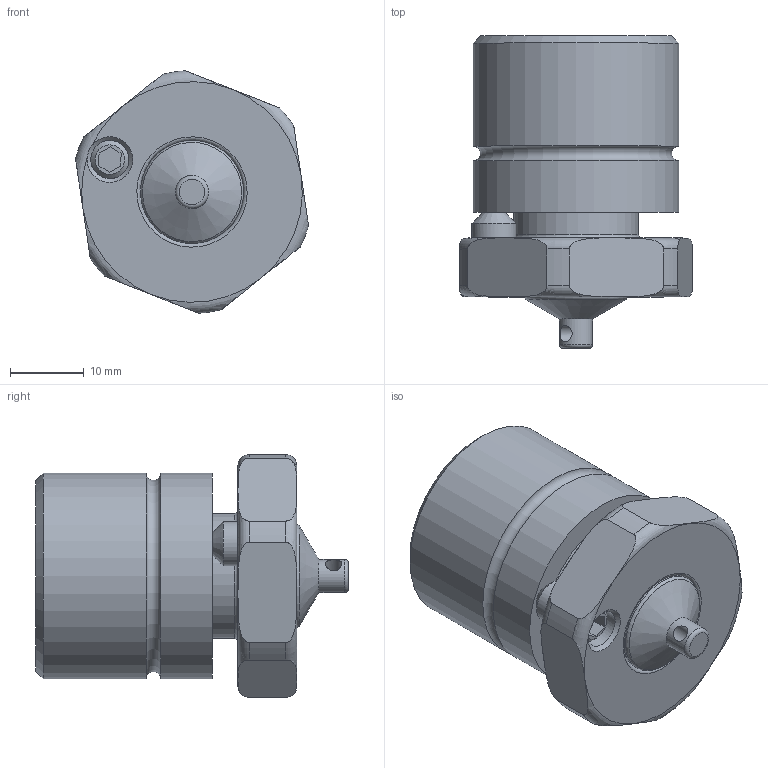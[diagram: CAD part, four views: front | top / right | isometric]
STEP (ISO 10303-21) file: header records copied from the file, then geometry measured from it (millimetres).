
FILE_DESCRIPTION(/* description */ (''),/* implementation_level */ '2;1');
FILE_NAME(/* name */ '900056.stp',/* time_stamp */ '2017-11-06T08:36:19+01:00',/* author */ ('sgs'),/* organization */ (''),/* preprocessor_version */ 'ST-DEVELOPER v16.5',/* originating_system */ 'Autodesk Inventor 2017',/* authorisation */ '');
FILE_SCHEMA (('AUTOMOTIVE_DESIGN { 1 0 10303 214 3 1 1 }'));
Length unit declared in the file: millimetre
Products named in the file (1): 900056
Bounding box: 31.7 x 42.5 x 32.95 mm (x, y, z)
Volume: 21063.8 mm3; surface area: 6723.4 mm2
Topology: 1 solids, 6 shells, 81 faces, 185 edges, 113 vertices
Faces by surface type: plane 26, torus 24, cylinder 22, cone 9
Full cylindrical faces by diameter (mm): 2.2 x1, 4.5 x1, 5.2 x1, 6 x1, 7 x1, 8 x2, 8.3 x1, 9.6 x2, 14 x3, 17 x1, 28 x2
Entity records: 2409 total; most frequent: CARTESIAN_POINT 706, DIRECTION 340, ORIENTED_EDGE 266, AXIS2_PLACEMENT_3D 155, EDGE_CURVE 131, EDGE_LOOP 127, VERTEX_POINT 96, FACE_OUTER_BOUND 81
